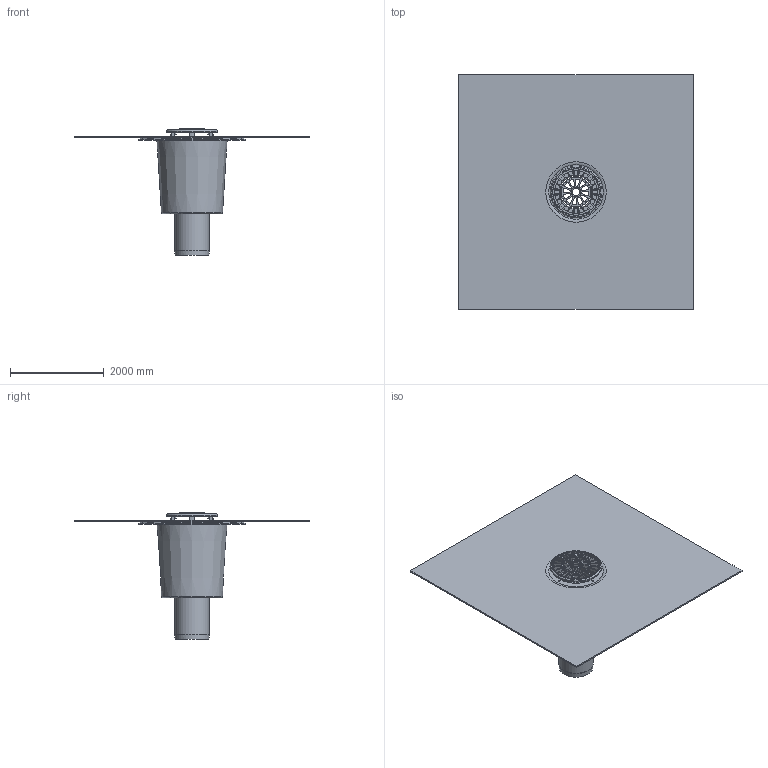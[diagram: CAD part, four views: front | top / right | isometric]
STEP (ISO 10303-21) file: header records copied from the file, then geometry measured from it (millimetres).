
FILE_DESCRIPTION(/* description */ (''),/* implementation_level */ '2;1');
FILE_NAME(/* name */ '15371.070X_3D.stp',/* time_stamp */ '2024-12-11T14:56:37+01:00',/* author */ ('CAD'),/* organization */ (''),/* preprocessor_version */ 'ST-DEVELOPER v20',/* originating_system */ 'AutoCAD Mechanical',/* authorisation */ '');
FILE_SCHEMA (('AUTOMOTIVE_DESIGN { 1 0 10303 214 3 1 1 }'));
Length unit declared in the file: centimetre
Products named in the file (2): Product; *S0
Assembly tree (1 placements, depth 2):
  Product
    *S0
Bounding box: 5000 x 5000 x 2697.7 mm (x, y, z)
Volume: 2229367040.8 mm3; surface area: 89729960.6 mm2
Topology: 9 solids, 9 shells, 489 faces, 1406 edges, 928 vertices
Faces by surface type: cylinder 251, plane 132, torus 53, cone 44, sphere 8, bspline 1
Full cylindrical faces by diameter (mm): 20 x8, 32 x2, 52 x2, 170 x1, 698 x2, 730 x3, 736 x1, 763 x1, 770 x2, 795 x1, 810 x1, 850 x1, 885 x1, 900 x1, 901 x1, 905 x1, 950 x1, 953.818 x1, 965 x2, 1070 x1, 1100 x1
Entity records: 19604 total; most frequent: CARTESIAN_POINT 6468, ORIENTED_EDGE 2810, DIRECTION 2744, EDGE_CURVE 1405, AXIS2_PLACEMENT_3D 1101, VERTEX_POINT 926, CIRCLE 609, EDGE_LOOP 591
